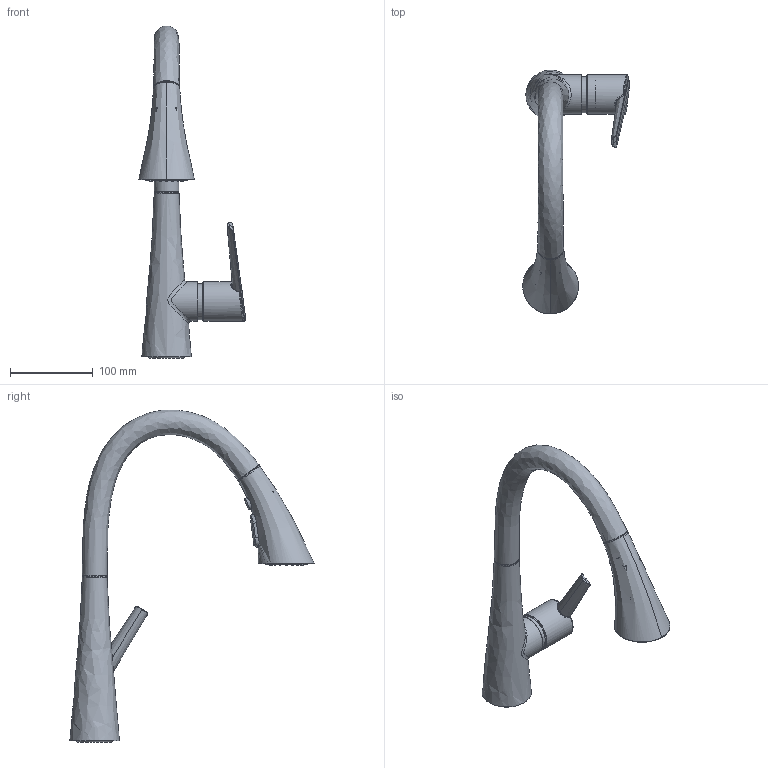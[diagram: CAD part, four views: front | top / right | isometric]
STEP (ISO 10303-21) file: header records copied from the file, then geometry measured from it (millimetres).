
FILE_DESCRIPTION(/* description */ ('Unknown'),/* implementation_level */ '2;1');
FILE_NAME(/* name */ '32294002',/* time_stamp */ '2022-09-01T10:12:05+02:00',/* author */ ('Unknown'),/* organization */ ('GROHE AG'),/* preprocessor_version */ 'ST-DEVELOPER v16.7',/* originating_system */ 'DEX',/* authorisation */ $);
FILE_SCHEMA (('AUTOMOTIVE_DESIGN {1 0 10303 214 3 1 1}'));
Products named in the file (24): 32294002; shell#3; 32294002_0; 32294002_1; 32294002_2; 32294002_3; 32294002_4; 32294002_5; 170521 Zedra LL NG final parts Housing; 32294002_6; 32294002_7; 32294002_8; 32294002_9; 44-2100-0000; 32294002_10; 32294002_11; 32294002_12; 32294002_13; 32294002_14; 32294002_15; 32294002_16; 32294002_17; 32294002_18
Assembly tree (23 placements, depth 2):
  32294002
    shell#3
    32294002
    32294002_0
    32294002_1
    32294002_2
    32294002_3
    32294002_4
    32294002_5
    170521 Zedra LL NG final parts Housing
    32294002_6
    32294002_7
    32294002_8
    32294002_9
    44-2100-0000
    32294002_10
    32294002_11
    32294002_12
    32294002_13
    32294002_14
    32294002_15
    32294002_16
    32294002_17
    32294002_18
Bounding box: 129.01 x 295.95 x 402.35 mm (x, y, z)
Volume: 561400.4 mm3; surface area: 264343.4 mm2
Topology: 23 solids, 24 shells, 3419 faces, 9126 edges, 5677 vertices
Faces by surface type: plane 1041, cylinder 913, bspline 813, torus 306, cone 213, sphere 133
Full cylindrical faces by diameter (mm): 2.668 x1, 3 x1, 3.8 x1, 4.5 x1, 4.8 x1, 5 x3, 5.807 x1, 7 x3, 7.05 x1, 7.5 x1, 8 x3, 10 x2, 11 x1, 11.5 x1, 12 x3, 13.4 x1, 13.5 x1, 14 x1, 14.05 x1, 15 x1, 15.005 x1, 15.8 x1, 16 x3, 17 x1, 20.05 x1, 20.2 x1, 21 x1, 23.05 x1, 27.9 x2, 29.998 x1
Entity records: 146099 total; most frequent: CARTESIAN_POINT 62376, ORIENTED_EDGE 17416, DIRECTION 13046, EDGE_CURVE 8708, VERTEX_POINT 5573, AXIS2_PLACEMENT_3D 5125, FACE_BOUND 3853, EDGE_LOOP 3852
